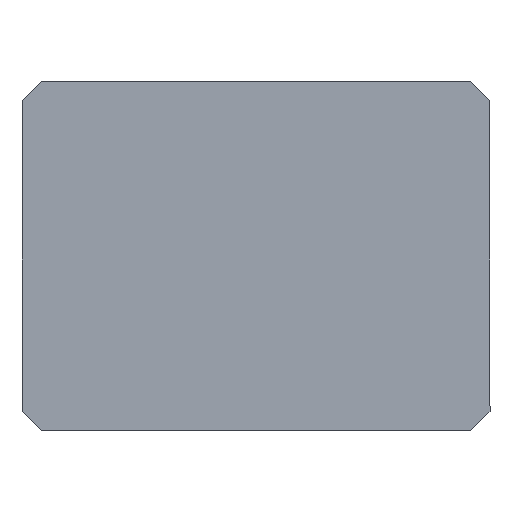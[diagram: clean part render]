
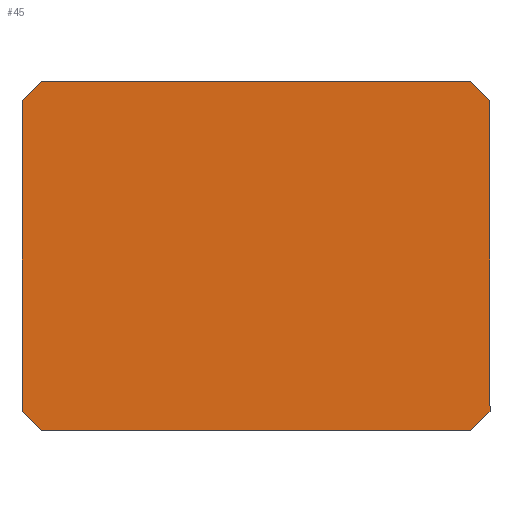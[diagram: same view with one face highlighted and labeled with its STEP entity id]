
A CAD part, top view. The second image highlights one B-rep face of the part: STEP entity #45.
In plain terms, the highlighted planar face has unit normal (0, 0, 1).
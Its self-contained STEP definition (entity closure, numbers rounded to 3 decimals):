
#45=ADVANCED_FACE('',(#84),#651,.T.);
#84=FACE_OUTER_BOUND('',#123,.T.);
#123=EDGE_LOOP('',(#254,#255,#256,#257,#258,#259,#260,#261));
#254=ORIENTED_EDGE('',*,*,#404,.T.);
#255=ORIENTED_EDGE('',*,*,#408,.T.);
#256=ORIENTED_EDGE('',*,*,#411,.T.);
#257=ORIENTED_EDGE('',*,*,#414,.T.);
#258=ORIENTED_EDGE('',*,*,#417,.T.);
#259=ORIENTED_EDGE('',*,*,#420,.T.);
#260=ORIENTED_EDGE('',*,*,#423,.T.);
#261=ORIENTED_EDGE('',*,*,#425,.T.);
#404=EDGE_CURVE('',#595,#594,#520,.T.);
#408=EDGE_CURVE('',#594,#597,#524,.T.);
#411=EDGE_CURVE('',#597,#599,#527,.T.);
#414=EDGE_CURVE('',#599,#601,#530,.T.);
#417=EDGE_CURVE('',#601,#603,#533,.T.);
#420=EDGE_CURVE('',#603,#605,#536,.T.);
#423=EDGE_CURVE('',#605,#607,#539,.T.);
#425=EDGE_CURVE('',#607,#595,#541,.T.);
#520=B_SPLINE_CURVE_WITH_KNOTS('',1,(#997,#998),.UNSPECIFIED.,.F.,.F.,(2,
2),(15224.079,15231.15),.UNSPECIFIED.);
#524=B_SPLINE_CURVE_WITH_KNOTS('',1,(#1005,#1006),.UNSPECIFIED.,.F.,.F.,
(2,2),(15231.15,15302.332),.UNSPECIFIED.);
#527=B_SPLINE_CURVE_WITH_KNOTS('',1,(#1011,#1012),.UNSPECIFIED.,.F.,.F.,
(2,2),(15302.332,15309.403),.UNSPECIFIED.);
#530=B_SPLINE_CURVE_WITH_KNOTS('',1,(#1017,#1018),.UNSPECIFIED.,.F.,.F.,
(2,2),(15309.403,15311.698),.UNSPECIFIED.);
#533=B_SPLINE_CURVE_WITH_KNOTS('',1,(#1023,#1024),.UNSPECIFIED.,.F.,.F.,
(2,2),(15311.698,15318.769),.UNSPECIFIED.);
#536=B_SPLINE_CURVE_WITH_KNOTS('',1,(#1029,#1030),.UNSPECIFIED.,.F.,.F.,
(2,2),(15318.769,15321.223),.UNSPECIFIED.);
#539=B_SPLINE_CURVE_WITH_KNOTS('',1,(#1035,#1036),.UNSPECIFIED.,.F.,.F.,
(2,2),(15321.223,15328.295),.UNSPECIFIED.);
#541=B_SPLINE_CURVE_WITH_KNOTS('',1,(#1039,#1040,#1041),.UNSPECIFIED.,.F.,
 .F.,(2,1,2),(15328.295,15330.226,15347.992),
 .UNSPECIFIED.);
#594=VERTEX_POINT('',#843);
#595=VERTEX_POINT('',#844);
#597=VERTEX_POINT('',#846);
#599=VERTEX_POINT('',#848);
#601=VERTEX_POINT('',#850);
#603=VERTEX_POINT('',#852);
#605=VERTEX_POINT('',#854);
#607=VERTEX_POINT('',#856);
#651=PLANE('',#701);
#701=AXIS2_PLACEMENT_3D('',#797,#734,$);
#734=DIRECTION('',(0.,0.,1.));
#797=CARTESIAN_POINT('',(-37.744,102.375,56.8));
#843=CARTESIAN_POINT('',(-53.,5.,56.8));
#844=CARTESIAN_POINT('',(-58.,0.,56.8));
#846=CARTESIAN_POINT('',(-53.,86.,56.8));
#848=CARTESIAN_POINT('',(-58.,91.,56.8));
#850=CARTESIAN_POINT('',(-170.047,91.,56.8));
#852=CARTESIAN_POINT('',(-175.047,86.,56.8));
#854=CARTESIAN_POINT('',(-175.047,5.,56.8));
#856=CARTESIAN_POINT('',(-170.047,0.,56.8));
#997=CARTESIAN_POINT('',(-58.,0.,56.8));
#998=CARTESIAN_POINT('',(-53.,5.,56.8));
#1005=CARTESIAN_POINT('',(-53.,5.,56.8));
#1006=CARTESIAN_POINT('',(-53.,86.,56.8));
#1011=CARTESIAN_POINT('',(-53.,86.,56.8));
#1012=CARTESIAN_POINT('',(-58.,91.,56.8));
#1017=CARTESIAN_POINT('',(-58.,91.,56.8));
#1018=CARTESIAN_POINT('',(-170.047,91.,56.8));
#1023=CARTESIAN_POINT('',(-170.047,91.,56.8));
#1024=CARTESIAN_POINT('',(-175.047,86.,56.8));
#1029=CARTESIAN_POINT('',(-175.047,86.,56.8));
#1030=CARTESIAN_POINT('',(-175.047,5.,56.8));
#1035=CARTESIAN_POINT('',(-175.047,5.,56.8));
#1036=CARTESIAN_POINT('',(-170.047,0.,56.8));
#1039=CARTESIAN_POINT('',(-170.047,0.,56.8));
#1040=CARTESIAN_POINT('',(-75.766,0.,56.8));
#1041=CARTESIAN_POINT('',(-58.,0.,56.8));
